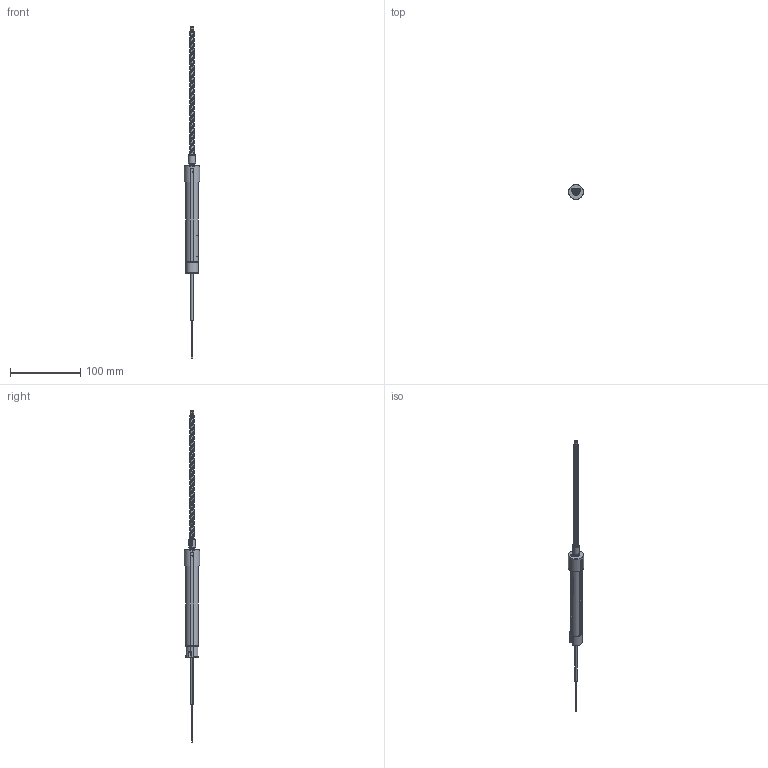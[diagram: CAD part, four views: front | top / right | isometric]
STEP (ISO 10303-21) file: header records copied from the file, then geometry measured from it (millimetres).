
FILE_DESCRIPTION (( 'STEP AP214' ), '1' );
FILE_NAME ('TEX-0100-428-002-302_extended.STEP', '2014-07-07T09:14:56', ( 'dummy' ), ( 'Microsoft' ), 'SwSTEP 2.0', 'SolidWorks 2013', '' );
FILE_SCHEMA (( 'AUTOMOTIVE_DESIGN' ));
Length unit declared in the file: millimetre
Products named in the file (1): TEX-0100-428-002-302_extended
Bounding box: 22 x 22 x 473.9 mm (x, y, z)
Surface area: 21919 mm2 (no closed solid volume)
Topology: 0 solids, 51 shells, 376 faces, 1421 edges, 1069 vertices
Faces by surface type: cylinder 148, plane 132, torus 36, bspline 33, cone 25, sphere 2
Entity records: 35940 total; most frequent: CARTESIAN_POINT 20162, DIRECTION 2508, ORIENTED_EDGE 2056, EDGE_CURVE 1421, VERTEX_POINT 1069, AXIS2_PLACEMENT_3D 923, VECTOR 662, LINE 662
